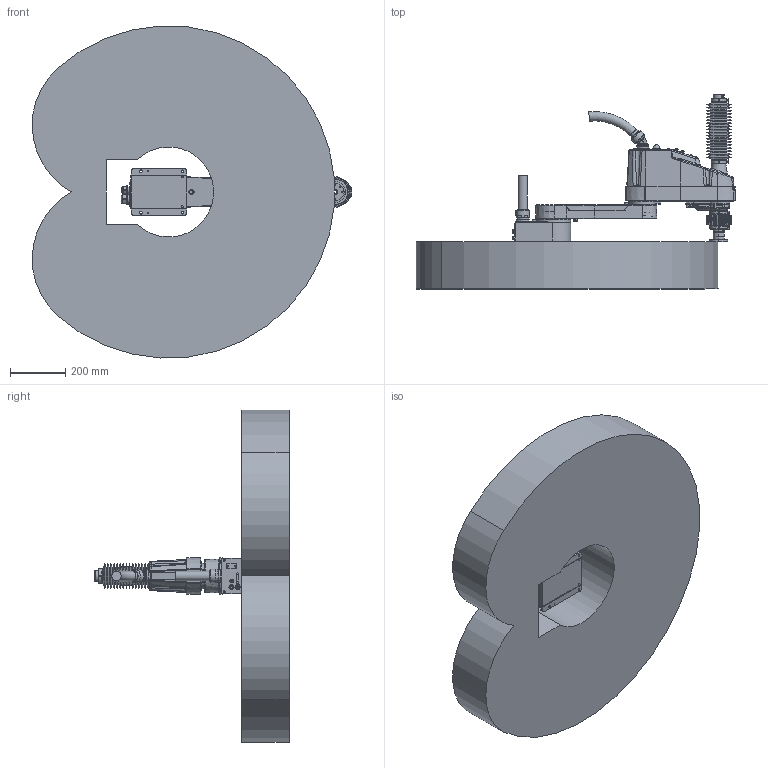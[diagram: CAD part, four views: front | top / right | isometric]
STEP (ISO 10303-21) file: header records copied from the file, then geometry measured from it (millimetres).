
FILE_DESCRIPTION (( 'STEP AP203' ), '1' );
FILE_NAME ('GBT-S6A-600-C仿真模型(带运动范围).STEP', '2025-03-27T08:14:51', ( '' ), ( '' ), 'SwSTEP 2.0', 'SolidWorks 2020', '' );
FILE_SCHEMA (( 'CONFIG_CONTROL_DESIGN' ));
Length unit declared in the file: millimetre
Products named in the file (15): RTM-S6A-200.00-C-325.00; RTM-S6A-400.01-0201; RTM-S6A-C-400; RTM-S6A-400.00-C; RTM-S6A-300.00-C.00; RTM-S6A-400.13-0101; GBT-S6A-600-C仿真模型(带运动范围); RTM-S6A-400.05-0201; RTM-S6A-400.06-0103; RTM-S6A-400.14-0101; SCSNAW20-24; RTM-S6A-100.00-C.00; GBT-S6A-600.3毓峓芞; M3X12_GB 70.1-2000; RTM-S6A-400.03-0103
Assembly tree (19 placements, depth 3):
  GBT-S6A-600-C仿真模型(带运动范围)
    RTM-S6A-100.00-C.00
    RTM-S6A-200.00-C-325.00
    RTM-S6A-300.00-C.00
    RTM-S6A-C-400
      RTM-S6A-400.00-C
      RTM-S6A-400.03-0103
      RTM-S6A-400.05-0201
      RTM-S6A-400.01-0201
      RTM-S6A-400.13-0101  x2
      RTM-S6A-400.14-0101  x2
      SCSNAW20-24
      RTM-S6A-400.06-0103
      M3X12_GB 70.1-2000  x4
    GBT-S6A-600.3毓峓芞
Bounding box: 1153.41 x 700.5 x 1198.47 mm (x, y, z)
Volume: 176547308.7 mm3; surface area: 4268151.2 mm2
Topology: 25 solids, 25 shells, 2601 faces, 6321 edges, 3867 vertices
Faces by surface type: plane 915, cylinder 637, cone 462, bspline 336, torus 227, sphere 24
Full cylindrical faces by diameter (mm): 2.5 x4, 3 x4, 3.3 x8, 3.4 x4, 4.134 x1, 5 x1, 5.5 x5, 5.6 x4, 6 x1, 6.8 x2, 7 x14, 7.5 x4, 7.9 x2, 8 x7, 8.5 x1, 8.6 x2, 8.8 x6, 9 x5, 10.8 x1, 11 x8, 13 x2, 14 x1, 14.5 x1, 14.8 x1, 15.2 x1, 19.3 x1, 20 x3, 20.8 x4, 25.1 x2, 30 x1
Entity records: 80592 total; most frequent: CARTESIAN_POINT 26887, ORIENTED_EDGE 10692, DIRECTION 10516, EDGE_CURVE 5346, AXIS2_PLACEMENT_3D 4236, VERTEX_POINT 3500, EDGE_LOOP 3028, FACE_OUTER_BOUND 2610
